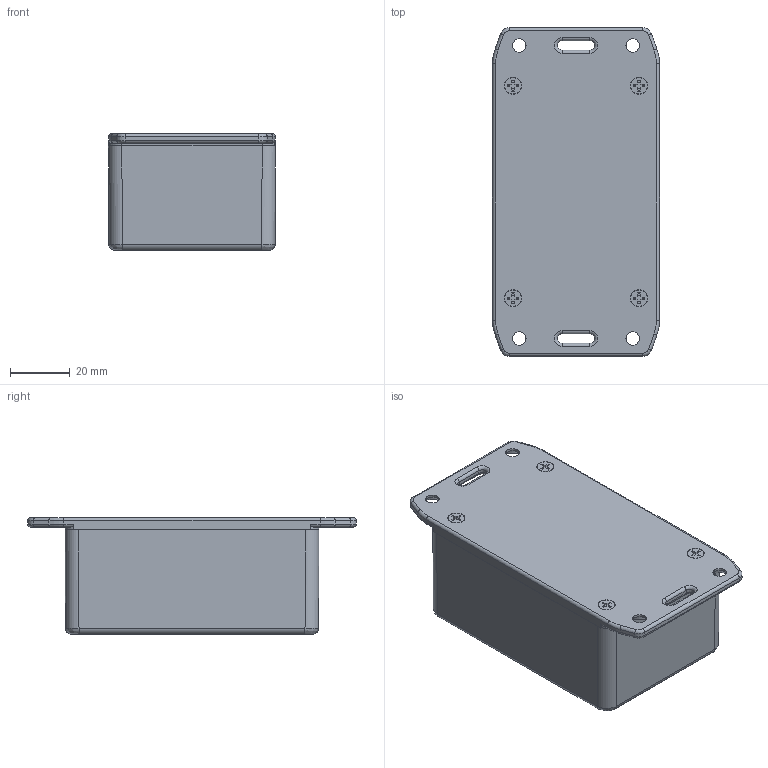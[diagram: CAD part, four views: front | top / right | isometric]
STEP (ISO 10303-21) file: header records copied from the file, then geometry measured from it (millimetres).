
FILE_DESCRIPTION(/* description */ (''),/* implementation_level */ '2;1');
FILE_NAME(/* name */ '1591LFL.stp',/* time_stamp */ '2019-04-25T15:13:58-04:00',/* author */ ('mbeerman'),/* organization */ (''),/* preprocessor_version */ 'ST-DEVELOPER v17.2',/* originating_system */ 'Autodesk Inventor 2019',/* authorisation */ '');
FILE_SCHEMA (('AUTOMOTIVE_DESIGN { 1 0 10303 214 3 1 1 }'));
Products named in the file (5): 1591AFL; 1591L Box; 1591L-M Flange Lid; SC500 (screw M3-0.5X 10mm FH); Insert
Assembly tree (10 placements, depth 2):
  1591AFL
    1591L Box
    1591L-M Flange Lid
    SC500 (screw M3-0.5X 10mm FH)  x4
    Insert  x4
Bounding box: 56 x 110.08 x 39.1 mm (x, y, z)
Volume: 53172.2 mm3; surface area: 50440.4 mm2
Topology: 10 solids, 10 shells, 1370 faces, 3749 edges, 2462 vertices
Faces by surface type: plane 452, bspline 432, cylinder 306, cone 140, torus 40
Full cylindrical faces by diameter (mm): 2.36 x4, 2.464 x4, 2.91 x4, 3.81 x12, 3.912 x4, 4.5 x4, 5.5 x4
Entity records: 32166 total; most frequent: CARTESIAN_POINT 11215, ORIENTED_EDGE 4714, DIRECTION 3715, EDGE_CURVE 2357, VERTEX_POINT 1526, AXIS2_PLACEMENT_3D 1279, LINE 1157, VECTOR 1157
